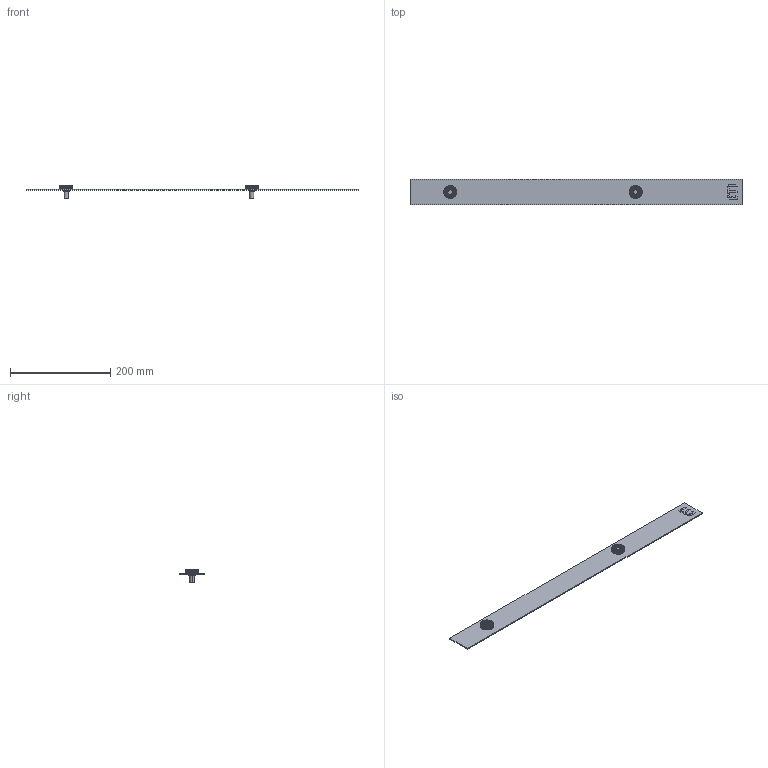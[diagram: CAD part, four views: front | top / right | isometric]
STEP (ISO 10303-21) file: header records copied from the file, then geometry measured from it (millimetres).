
FILE_DESCRIPTION((''),'2;1');
FILE_NAME('L8550068_SAMMELSCHIENEN-ABDECKU_ASM','2021-05-13T',('marketing.praksa'),('Audax d.o.o.'),'CREO PARAMETRIC BY PTC INC, 2017480','CREO PARAMETRIC BY PTC INC, 2017480','');
FILE_SCHEMA(('AUTOMOTIVE_DESIGN { 1 0 10303 214 1 1 1 1 }'));
Length unit declared in the file: millimetre
Products named in the file (6): 88080_RAENDELKNOPF_M8_1; 88081_ACHSENKLEMMUNG_1; 68209_SECHSKANTSCHRAUBE_DIN93_1; OK; PRT0005FHJJH; L8550068_SAMMELSCHIENEN-ABDECKU_ASM
Assembly tree (8 placements, depth 2):
  L8550068_SAMMELSCHIENEN-ABDECKU_ASM
    88080_RAENDELKNOPF_M8_1  x2
    88081_ACHSENKLEMMUNG_1  x2
    68209_SECHSKANTSCHRAUBE_DIN93_1  x2
    OK
    PRT0005FHJJH
Bounding box: 662 x 50 x 27.7 mm (x, y, z)
Volume: 73990.8 mm3; surface area: 77934.6 mm2
Topology: 10 solids, 10 shells, 929 faces, 2542 edges, 1690 vertices
Faces by surface type: plane 509, cylinder 248, cone 172
Entity records: 25205 total; most frequent: CARTESIAN_POINT 3032, DIRECTION 2954, ORIENTED_EDGE 2854, PRESENTATION_STYLE_ASSIGNMENT 1956, STYLED_ITEM 1956, CURVE_STYLE 1427, EDGE_CURVE 1427, AXIS2_PLACEMENT_3D 999
